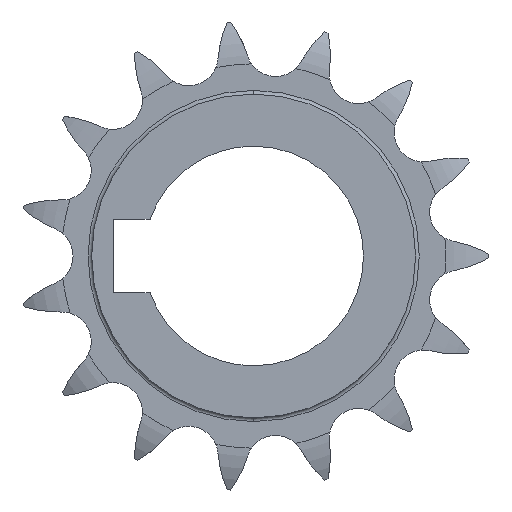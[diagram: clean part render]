
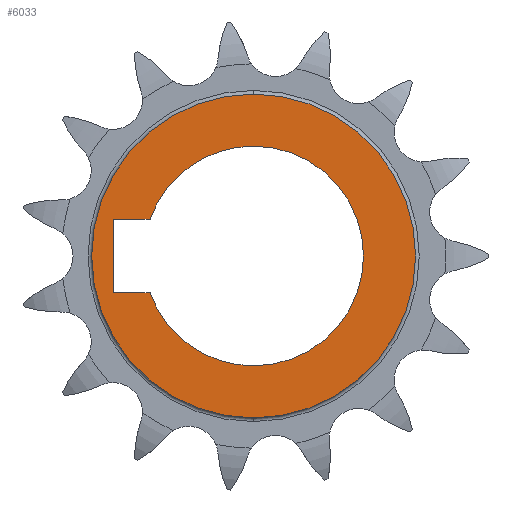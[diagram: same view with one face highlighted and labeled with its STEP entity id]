
A CAD part, left-side view. The second image highlights one B-rep face of the part: STEP entity #6033.
In plain terms, the highlighted planar face has unit normal (-1, 0, 0).
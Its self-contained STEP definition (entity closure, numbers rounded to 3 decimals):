
#67 = EDGE_CURVE ( 'NONE', #1963, #7355, #3187, .T. ) ;
#118 = EDGE_CURVE ( 'NONE', #9680, #1963, #2853, .T. ) ;
#181 = EDGE_CURVE ( 'NONE', #7355, #2742, #2688, .T. ) ;
#218 = CARTESIAN_POINT ( 'NONE',  ( -9.315, 15.3, -4. ) ) ;
#234 = EDGE_CURVE ( 'NONE', #715, #9680, #2622, .T. ) ;
#266 = EDGE_CURVE ( 'NONE', #2742, #1017, #2610, .T. ) ;
#269 = EDGE_CURVE ( 'NONE', #3897, #7794, #2601, .T. ) ;
#340 = EDGE_CURVE ( 'NONE', #7794, #3897, #2426, .T. ) ;
#379 = EDGE_CURVE ( 'NONE', #1017, #715, #2284, .T. ) ;
#569 = DIRECTION ( 'NONE',  ( 0., -1., 0. ) ) ;
#715 = VERTEX_POINT ( 'NONE', #840 ) ;
#840 = CARTESIAN_POINT ( 'NONE',  ( -9.315, 0., 12. ) ) ;
#863 = DIRECTION ( 'NONE',  ( 0., 1., 0. ) ) ;
#876 = CARTESIAN_POINT ( 'NONE',  ( -9.315, 11.314, -4. ) ) ;
#1017 = VERTEX_POINT ( 'NONE', #3042 ) ;
#1145 = CARTESIAN_POINT ( 'NONE',  ( -9.315, 0., 4. ) ) ;
#1913 = EDGE_LOOP ( 'NONE', ( #3641, #3674, #5231, #6750, #9463, #9723 ) ) ;
#1963 = VERTEX_POINT ( 'NONE', #9638 ) ;
#2087 = CARTESIAN_POINT ( 'NONE',  ( -9.315, 15.3, -4. ) ) ;
#2090 = CARTESIAN_POINT ( 'NONE',  ( -9.315, 15.3, 4. ) ) ;
#2183 = EDGE_LOOP ( 'NONE', ( #9894, #10263 ) ) ;
#2284 = CIRCLE ( 'NONE', #9119, 12. ) ;
#2313 = DIRECTION ( 'NONE',  ( 0., 0., -1. ) ) ;
#2426 = CIRCLE ( 'NONE', #9139, 17.689 ) ;
#2601 = CIRCLE ( 'NONE', #9194, 17.689 ) ;
#2610 = CIRCLE ( 'NONE', #9197, 12. ) ;
#2622 = CIRCLE ( 'NONE', #9199, 12. ) ;
#2667 = VECTOR ( 'NONE', #569, 1000. ) ;
#2688 = LINE ( 'NONE', #218, #2667 ) ;
#2742 = VERTEX_POINT ( 'NONE', #876 ) ;
#2840 = VECTOR ( 'NONE', #863, 1000. ) ;
#2853 = LINE ( 'NONE', #1145, #2840 ) ;
#3042 = CARTESIAN_POINT ( 'NONE',  ( -9.315, 0., -12. ) ) ;
#3122 = VECTOR ( 'NONE', #2313, 1000. ) ;
#3187 = LINE ( 'NONE', #2090, #3122 ) ;
#3312 = CARTESIAN_POINT ( 'NONE',  ( -9.315, 0., -17.689 ) ) ;
#3641 = ORIENTED_EDGE ( 'NONE', *, *, #67, .F. ) ;
#3674 = ORIENTED_EDGE ( 'NONE', *, *, #118, .F. ) ;
#3695 = FACE_OUTER_BOUND ( 'NONE', #2183, .T. ) ;
#3726 = CARTESIAN_POINT ( 'NONE',  ( -9.315, 0., 17.689 ) ) ;
#3897 = VERTEX_POINT ( 'NONE', #3312 ) ;
#3965 = FACE_BOUND ( 'NONE', #1913, .T. ) ;
#5231 = ORIENTED_EDGE ( 'NONE', *, *, #234, .F. ) ;
#5805 = DIRECTION ( 'NONE',  ( 0., 0., 1. ) ) ;
#5832 = DIRECTION ( 'NONE',  ( -1., 0., 0. ) ) ;
#5999 = PLANE ( 'NONE',  #7342 ) ;
#6033 = ADVANCED_FACE ( 'NONE', ( #3965, #3695 ), #5999, .T. ) ;
#6532 = CARTESIAN_POINT ( 'NONE',  ( -9.315, 0., 0. ) ) ;
#6750 = ORIENTED_EDGE ( 'NONE', *, *, #379, .F. ) ;
#6903 = DIRECTION ( 'NONE',  ( 0., 0., 1. ) ) ;
#7179 = CARTESIAN_POINT ( 'NONE',  ( -9.315, 0., 0. ) ) ;
#7342 = AXIS2_PLACEMENT_3D ( 'NONE', #6532, #5832, #5805 ) ;
#7355 = VERTEX_POINT ( 'NONE', #2087 ) ;
#7529 = DIRECTION ( 'NONE',  ( -1., 0., 0. ) ) ;
#7794 = VERTEX_POINT ( 'NONE', #3726 ) ;
#8169 = DIRECTION ( 'NONE',  ( 0., 0., 1. ) ) ;
#8552 = CARTESIAN_POINT ( 'NONE',  ( -9.315, 0., 0. ) ) ;
#8655 = CARTESIAN_POINT ( 'NONE',  ( -9.315, 11.314, 4. ) ) ;
#8740 = DIRECTION ( 'NONE',  ( -1., 0., 0. ) ) ;
#9119 = AXIS2_PLACEMENT_3D ( 'NONE', #10413, #10377, #10340 ) ;
#9139 = AXIS2_PLACEMENT_3D ( 'NONE', #11518, #11850, #11808 ) ;
#9194 = AXIS2_PLACEMENT_3D ( 'NONE', #7179, #7529, #6903 ) ;
#9197 = AXIS2_PLACEMENT_3D ( 'NONE', #8552, #8740, #8169 ) ;
#9199 = AXIS2_PLACEMENT_3D ( 'NONE', #9511, #10821, #9374 ) ;
#9374 = DIRECTION ( 'NONE',  ( 0., 0., 1. ) ) ;
#9463 = ORIENTED_EDGE ( 'NONE', *, *, #266, .F. ) ;
#9511 = CARTESIAN_POINT ( 'NONE',  ( -9.315, 0., 0. ) ) ;
#9638 = CARTESIAN_POINT ( 'NONE',  ( -9.315, 15.3, 4. ) ) ;
#9680 = VERTEX_POINT ( 'NONE', #8655 ) ;
#9723 = ORIENTED_EDGE ( 'NONE', *, *, #181, .F. ) ;
#9894 = ORIENTED_EDGE ( 'NONE', *, *, #269, .T. ) ;
#10263 = ORIENTED_EDGE ( 'NONE', *, *, #340, .T. ) ;
#10340 = DIRECTION ( 'NONE',  ( 0., 0., 1. ) ) ;
#10377 = DIRECTION ( 'NONE',  ( -1., 0., 0. ) ) ;
#10413 = CARTESIAN_POINT ( 'NONE',  ( -9.315, 0., 0. ) ) ;
#10821 = DIRECTION ( 'NONE',  ( -1., 0., 0. ) ) ;
#11518 = CARTESIAN_POINT ( 'NONE',  ( -9.315, 0., 0. ) ) ;
#11808 = DIRECTION ( 'NONE',  ( 0., 0., 1. ) ) ;
#11850 = DIRECTION ( 'NONE',  ( -1., 0., 0. ) ) ;
